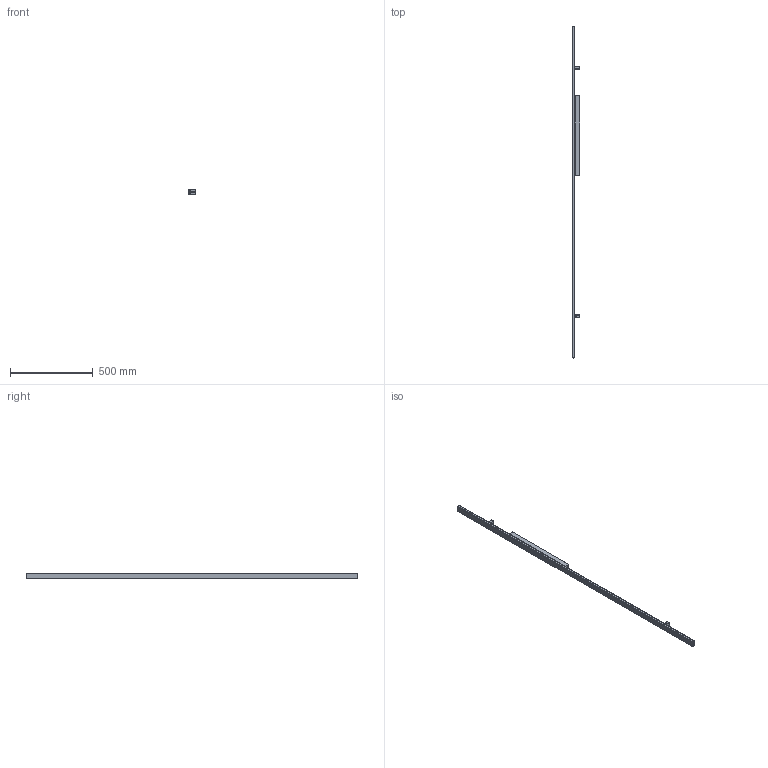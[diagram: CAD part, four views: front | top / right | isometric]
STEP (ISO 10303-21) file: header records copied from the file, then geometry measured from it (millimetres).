
FILE_DESCRIPTION(/* description */ ('This is a sample STEP configuration'),/* implementation_level */ '2;1');
FILE_NAME(/* name */ '708-009150xxxxxx SIMPLE.ipt_Rev_00.stp',/* time_stamp */ '2023-01-30T07:31:55+01:00',/* author */ ('powerJobs'),/* organization */ ('coolOrange'),/* preprocessor_version */ 'ST-DEVELOPER v19.2',/* originating_system */ 'Autodesk Inventor 2023',/* authorisation */ '');
FILE_SCHEMA (('AUTOMOTIVE_DESIGN { 1 0 10303 214 3 1 1 }'));
Length unit declared in the file: millimetre
Products named in the file (1): ENG000027865
Bounding box: 48.13 x 2003 x 35.1 mm (x, y, z)
Volume: 497268.1 mm3; surface area: 773670 mm2
Topology: 2 solids, 35 shells, 1353 faces, 3617 edges, 2300 vertices
Faces by surface type: plane 752, cylinder 511, cone 30, sphere 24, bspline 19, torus 17
Full cylindrical faces by diameter (mm): 2.5 x2, 3.242 x2, 3.6 x2, 4 x12, 4.2 x2, 5.5 x2, 8.5 x2, 20 x1, 22 x1
Entity records: 44687 total; most frequent: CARTESIAN_POINT 9087, ORIENTED_EDGE 7200, DIRECTION 7052, EDGE_CURVE 3600, LINE 2422, VECTOR 2422, AXIS2_PLACEMENT_3D 2315, VERTEX_POINT 2300
